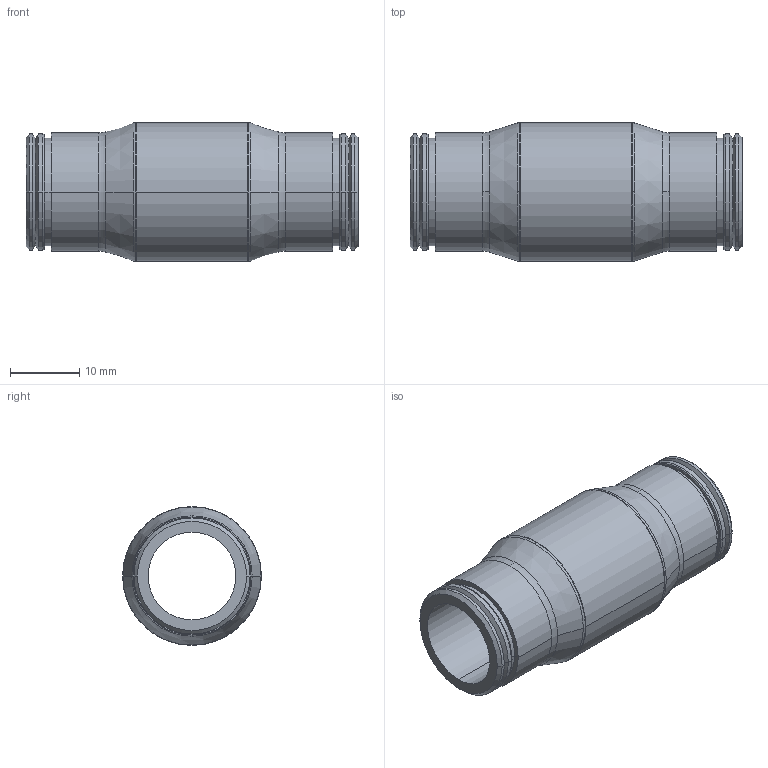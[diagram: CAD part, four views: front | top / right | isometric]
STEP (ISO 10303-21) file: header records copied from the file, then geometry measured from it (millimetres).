
FILE_DESCRIPTION(('STEP AP214'),'1');
FILE_NAME('3806_62_00.stp','2016-07-07T14:27:10',('TraceParts'),('TraceParts S.A.'),'Spatial InterOp 3D',' ',' ');
FILE_SCHEMA(('automotive_design'));
Length unit declared in the file: millimetre
Products named in the file (1): 1
Bounding box: 48.01 x 20.08 x 20.08 mm (x, y, z)
Volume: 6605.3 mm3; surface area: 5061.8 mm2
Topology: 1 solids, 1 shells, 64 faces, 144 edges, 84 vertices
Faces by surface type: cone 32, cylinder 16, torus 12, plane 4
Entity records: 1815 total; most frequent: DIRECTION 370, CARTESIAN_POINT 293, ORIENTED_EDGE 288, AXIS2_PLACEMENT_3D 161, EDGE_CURVE 144, CIRCLE 96, VERTEX_POINT 84, EDGE_LOOP 68
